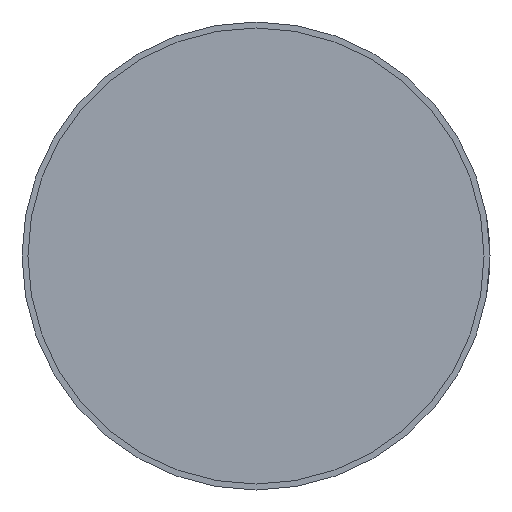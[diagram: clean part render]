
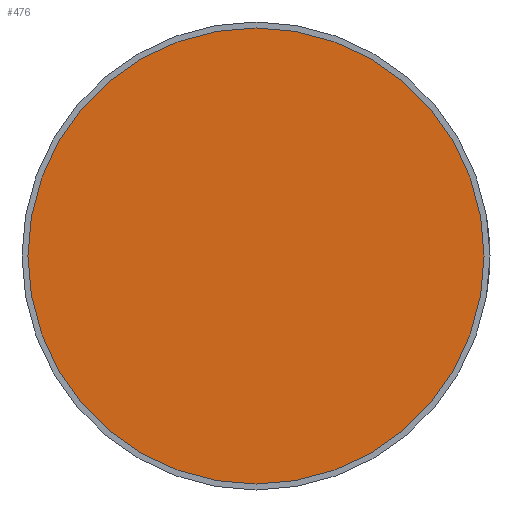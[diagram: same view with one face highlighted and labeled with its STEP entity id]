
A CAD part, front view. The second image highlights one B-rep face of the part: STEP entity #476.
In plain terms, the highlighted planar face has unit normal (0, -1, 0).
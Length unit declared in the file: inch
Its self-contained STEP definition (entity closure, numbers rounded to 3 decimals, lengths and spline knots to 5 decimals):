
#16 = CARTESIAN_POINT ( 'NONE',  ( 0., -0.04, 0. ) ) ;
#30 = AXIS2_PLACEMENT_3D ( 'NONE', #191, #863, #291 ) ;
#191 = CARTESIAN_POINT ( 'NONE',  ( 0., -0.04, 0. ) ) ;
#206 = DIRECTION ( 'NONE',  ( 0., -1., 0. ) ) ;
#209 = DIRECTION ( 'NONE',  ( 0., -1., 0. ) ) ;
#291 = DIRECTION ( 'NONE',  ( 0., 0., -1. ) ) ;
#309 = AXIS2_PLACEMENT_3D ( 'NONE', #16, #209, #878 ) ;
#474 = CARTESIAN_POINT ( 'NONE',  ( 0., -0.04, 2.398 ) ) ;
#476 = ADVANCED_FACE ( 'NONE', ( #531 ), #689, .T. ) ;
#531 = FACE_OUTER_BOUND ( 'NONE', #602, .T. ) ;
#532 = ORIENTED_EDGE ( 'NONE', *, *, #982, .T. ) ;
#551 = AXIS2_PLACEMENT_3D ( 'NONE', #775, #206, #877 ) ;
#602 = EDGE_LOOP ( 'NONE', ( #845, #532 ) ) ;
#620 = CIRCLE ( 'NONE', #30, 2.398 ) ;
#689 = PLANE ( 'NONE',  #309 ) ;
#711 = CARTESIAN_POINT ( 'NONE',  ( 0., -0.04, -2.398 ) ) ;
#775 = CARTESIAN_POINT ( 'NONE',  ( 0., -0.04, 0. ) ) ;
#791 = VERTEX_POINT ( 'NONE', #474 ) ;
#845 = ORIENTED_EDGE ( 'NONE', *, *, #860, .T. ) ;
#860 = EDGE_CURVE ( 'NONE', #1002, #791, #620, .T. ) ;
#863 = DIRECTION ( 'NONE',  ( 0., -1., 0. ) ) ;
#877 = DIRECTION ( 'NONE',  ( 0., 0., -1. ) ) ;
#878 = DIRECTION ( 'NONE',  ( 0., 0., -1. ) ) ;
#941 = CIRCLE ( 'NONE', #551, 2.398 ) ;
#982 = EDGE_CURVE ( 'NONE', #791, #1002, #941, .T. ) ;
#1002 = VERTEX_POINT ( 'NONE', #711 ) ;
